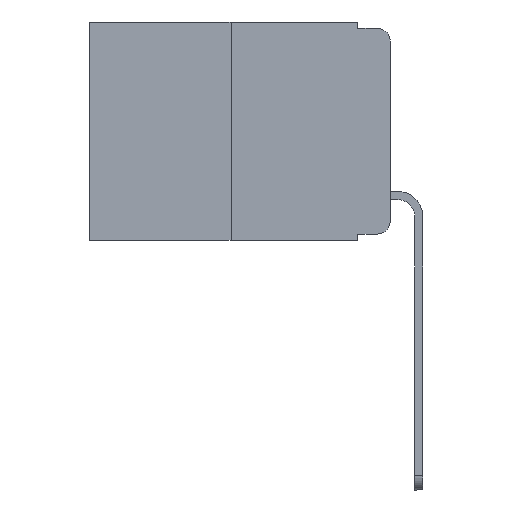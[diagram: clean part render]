
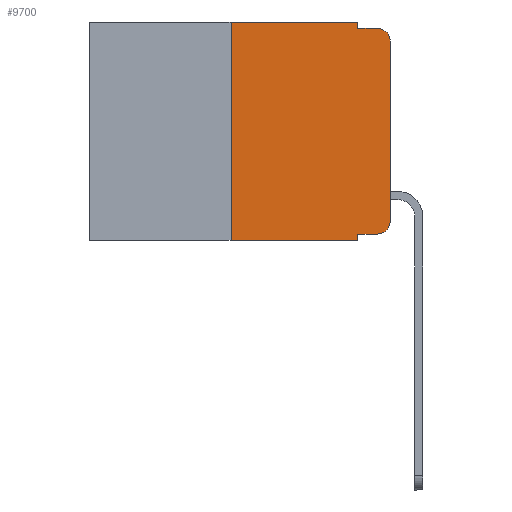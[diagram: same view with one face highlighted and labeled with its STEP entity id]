
A CAD part, left-side view. The second image highlights one B-rep face of the part: STEP entity #9700.
In plain terms, the highlighted planar face has unit normal (-1, 0, 0).
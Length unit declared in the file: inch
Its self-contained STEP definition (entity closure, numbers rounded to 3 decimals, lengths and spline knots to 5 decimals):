
#141 = LINE ( 'NONE', #8375, #6873 ) ;
#329 = VERTEX_POINT ( 'NONE', #2897 ) ;
#435 = CARTESIAN_POINT ( 'NONE',  ( 0., 0.25, -0.343 ) ) ;
#675 = CARTESIAN_POINT ( 'NONE',  ( 0., 0., -0.03 ) ) ;
#742 = VECTOR ( 'NONE', #6374, 39.37008 ) ;
#778 = VERTEX_POINT ( 'NONE', #9022 ) ;
#879 = AXIS2_PLACEMENT_3D ( 'NONE', #7590, #10778, #6772 ) ;
#1148 = EDGE_CURVE ( 'NONE', #12122, #778, #10792, .T. ) ;
#1246 = LINE ( 'NONE', #2120, #742 ) ;
#1527 = VECTOR ( 'NONE', #4013, 39.37008 ) ;
#2120 = CARTESIAN_POINT ( 'NONE',  ( 0., 0.051, 0. ) ) ;
#2290 = DIRECTION ( 'NONE',  ( 0., -1., 0. ) ) ;
#2365 = VECTOR ( 'NONE', #3115, 39.37008 ) ;
#2416 = ORIENTED_EDGE ( 'NONE', *, *, #10063, .T. ) ;
#2768 = AXIS2_PLACEMENT_3D ( 'NONE', #11445, #7320, #11311 ) ;
#2897 = CARTESIAN_POINT ( 'NONE',  ( 0., 0.02, -0.333 ) ) ;
#2908 = EDGE_CURVE ( 'NONE', #8266, #4480, #1246, .T. ) ;
#3115 = DIRECTION ( 'NONE',  ( 0., 0., -1. ) ) ;
#3178 = CARTESIAN_POINT ( 'NONE',  ( 0., 0.051, 0. ) ) ;
#3187 = PLANE ( 'NONE',  #2768 ) ;
#3298 = CARTESIAN_POINT ( 'NONE',  ( 0., 0.473, 0. ) ) ;
#3515 = EDGE_CURVE ( 'NONE', #12122, #4480, #5414, .T. ) ;
#3633 = LINE ( 'NONE', #8965, #6666 ) ;
#3780 = ORIENTED_EDGE ( 'NONE', *, *, #10356, .T. ) ;
#4013 = DIRECTION ( 'NONE',  ( 0., -1., 0. ) ) ;
#4353 = VERTEX_POINT ( 'NONE', #11854 ) ;
#4480 = VERTEX_POINT ( 'NONE', #13209 ) ;
#4620 = DIRECTION ( 'NONE',  ( 0., 0., 1. ) ) ;
#4786 = DIRECTION ( 'NONE',  ( 0., -1., 0. ) ) ;
#4794 = VERTEX_POINT ( 'NONE', #7645 ) ;
#5111 = ORIENTED_EDGE ( 'NONE', *, *, #2908, .F. ) ;
#5146 = EDGE_CURVE ( 'NONE', #778, #11930, #12580, .T. ) ;
#5414 = LINE ( 'NONE', #9525, #9642 ) ;
#5664 = VECTOR ( 'NONE', #4620, 39.37008 ) ;
#6039 = LINE ( 'NONE', #10170, #1527 ) ;
#6148 = DIRECTION ( 'NONE',  ( 0., 0., 1. ) ) ;
#6374 = DIRECTION ( 'NONE',  ( 0., 0., -1. ) ) ;
#6477 = EDGE_LOOP ( 'NONE', ( #2416, #8100, #12571, #13062, #11326, #10463, #10589, #5111, #3780, #9173 ) ) ;
#6595 = CARTESIAN_POINT ( 'NONE',  ( 0., 0.02, -0.03 ) ) ;
#6666 = VECTOR ( 'NONE', #4786, 39.37008 ) ;
#6730 = DIRECTION ( 'NONE',  ( -1., 0., 0. ) ) ;
#6772 = DIRECTION ( 'NONE',  ( 0., 0., -1. ) ) ;
#6873 = VECTOR ( 'NONE', #6148, 39.37008 ) ;
#7177 = FACE_OUTER_BOUND ( 'NONE', #6477, .T. ) ;
#7252 = CIRCLE ( 'NONE', #7691, 0.02 ) ;
#7320 = DIRECTION ( 'NONE',  ( 1., 0., 0. ) ) ;
#7410 = CARTESIAN_POINT ( 'NONE',  ( 0., 0., -0.313 ) ) ;
#7420 = VECTOR ( 'NONE', #2290, 39.37008 ) ;
#7590 = CARTESIAN_POINT ( 'NONE',  ( 0., 0.02, -0.313 ) ) ;
#7593 = EDGE_CURVE ( 'NONE', #8509, #4794, #7252, .T. ) ;
#7645 = CARTESIAN_POINT ( 'NONE',  ( 0., 0.02, -0.01 ) ) ;
#7691 = AXIS2_PLACEMENT_3D ( 'NONE', #6595, #6730, #10728 ) ;
#8100 = ORIENTED_EDGE ( 'NONE', *, *, #7593, .T. ) ;
#8266 = VERTEX_POINT ( 'NONE', #12388 ) ;
#8375 = CARTESIAN_POINT ( 'NONE',  ( 0., 0., 0. ) ) ;
#8509 = VERTEX_POINT ( 'NONE', #675 ) ;
#8578 = DIRECTION ( 'NONE',  ( 0., -1., 0. ) ) ;
#8677 = CARTESIAN_POINT ( 'NONE',  ( 0., 0.25, 0. ) ) ;
#8965 = CARTESIAN_POINT ( 'NONE',  ( 0., 0.051, -0.333 ) ) ;
#9022 = CARTESIAN_POINT ( 'NONE',  ( 0., 0.25, 0. ) ) ;
#9062 = CIRCLE ( 'NONE', #879, 0.02 ) ;
#9173 = ORIENTED_EDGE ( 'NONE', *, *, #13338, .T. ) ;
#9525 = CARTESIAN_POINT ( 'NONE',  ( 0., 0.473, -0.343 ) ) ;
#9642 = VECTOR ( 'NONE', #8578, 39.37008 ) ;
#9700 = ADVANCED_FACE ( 'NONE', ( #7177 ), #3187, .F. ) ;
#10063 = EDGE_CURVE ( 'NONE', #12978, #8509, #141, .T. ) ;
#10170 = CARTESIAN_POINT ( 'NONE',  ( 0., 0.051, -0.01 ) ) ;
#10356 = EDGE_CURVE ( 'NONE', #8266, #329, #3633, .T. ) ;
#10463 = ORIENTED_EDGE ( 'NONE', *, *, #1148, .F. ) ;
#10589 = ORIENTED_EDGE ( 'NONE', *, *, #3515, .T. ) ;
#10728 = DIRECTION ( 'NONE',  ( 0., 0., -1. ) ) ;
#10778 = DIRECTION ( 'NONE',  ( -1., 0., 0. ) ) ;
#10792 = LINE ( 'NONE', #8677, #5664 ) ;
#11311 = DIRECTION ( 'NONE',  ( 0., 0., -1. ) ) ;
#11326 = ORIENTED_EDGE ( 'NONE', *, *, #5146, .F. ) ;
#11445 = CARTESIAN_POINT ( 'NONE',  ( 0., 0.473, 0. ) ) ;
#11854 = CARTESIAN_POINT ( 'NONE',  ( 0., 0.051, -0.01 ) ) ;
#11930 = VERTEX_POINT ( 'NONE', #12196 ) ;
#12122 = VERTEX_POINT ( 'NONE', #435 ) ;
#12196 = CARTESIAN_POINT ( 'NONE',  ( 0., 0.051, 0. ) ) ;
#12388 = CARTESIAN_POINT ( 'NONE',  ( 0., 0.051, -0.333 ) ) ;
#12543 = EDGE_CURVE ( 'NONE', #11930, #4353, #12589, .T. ) ;
#12571 = ORIENTED_EDGE ( 'NONE', *, *, #13190, .F. ) ;
#12580 = LINE ( 'NONE', #3298, #7420 ) ;
#12589 = LINE ( 'NONE', #3178, #2365 ) ;
#12978 = VERTEX_POINT ( 'NONE', #7410 ) ;
#13062 = ORIENTED_EDGE ( 'NONE', *, *, #12543, .F. ) ;
#13190 = EDGE_CURVE ( 'NONE', #4353, #4794, #6039, .T. ) ;
#13209 = CARTESIAN_POINT ( 'NONE',  ( 0., 0.051, -0.343 ) ) ;
#13338 = EDGE_CURVE ( 'NONE', #329, #12978, #9062, .T. ) ;
